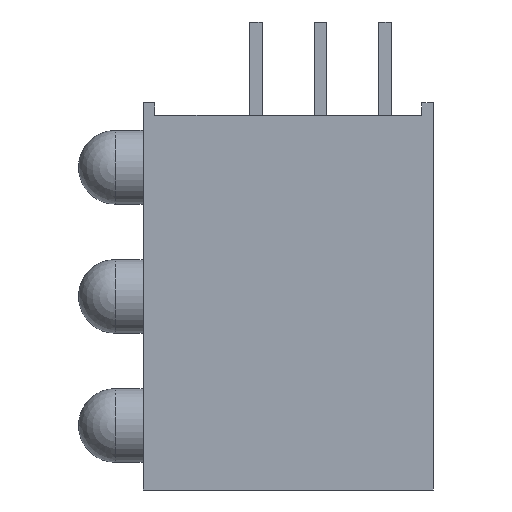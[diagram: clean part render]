
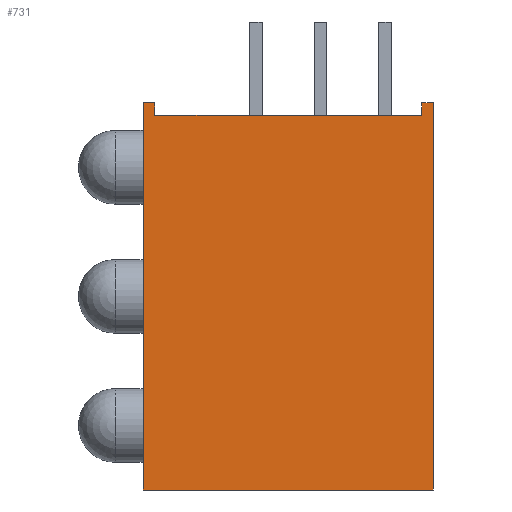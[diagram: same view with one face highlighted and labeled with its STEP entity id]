
A CAD part, left-side view. The second image highlights one B-rep face of the part: STEP entity #731.
In plain terms, the highlighted planar face has unit normal (-1, 0, 0).
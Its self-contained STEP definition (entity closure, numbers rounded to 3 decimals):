
#56 = EDGE_CURVE ( 'NONE', #1787, #2772, #333, .T. ) ;
#267 = VERTEX_POINT ( 'NONE', #2523 ) ;
#290 = LINE ( 'NONE', #1672, #1558 ) ;
#333 = LINE ( 'NONE', #1715, #1503 ) ;
#337 = PLANE ( 'NONE',  #377 ) ;
#354 = DIRECTION ( 'NONE',  ( 1., 0., 0. ) ) ;
#377 = AXIS2_PLACEMENT_3D ( 'NONE', #385, #354, #2168 ) ;
#385 = CARTESIAN_POINT ( 'NONE',  ( -2.16, 5.715, 15.24 ) ) ;
#426 = DIRECTION ( 'NONE',  ( 0., -1., 0. ) ) ;
#618 = VECTOR ( 'NONE', #426, 1000. ) ;
#622 = ORIENTED_EDGE ( 'NONE', *, *, #1741, .F. ) ;
#644 = CARTESIAN_POINT ( 'NONE',  ( -2.16, 5.715, 15.24 ) ) ;
#672 = CARTESIAN_POINT ( 'NONE',  ( -2.16, 5.25, 15.24 ) ) ;
#720 = ORIENTED_EDGE ( 'NONE', *, *, #56, .T. ) ;
#731 = ADVANCED_FACE ( 'NONE', ( #1917 ), #337, .F. ) ;
#775 = DIRECTION ( 'NONE',  ( 0., -1., 0. ) ) ;
#855 = CARTESIAN_POINT ( 'NONE',  ( -2.16, 5.715, 0. ) ) ;
#877 = EDGE_CURVE ( 'NONE', #267, #2694, #290, .T. ) ;
#973 = ORIENTED_EDGE ( 'NONE', *, *, #1812, .F. ) ;
#1083 = ORIENTED_EDGE ( 'NONE', *, *, #1722, .T. ) ;
#1086 = EDGE_CURVE ( 'NONE', #1366, #1787, #2130, .T. ) ;
#1097 = LINE ( 'NONE', #1989, #1436 ) ;
#1150 = CARTESIAN_POINT ( 'NONE',  ( -2.16, -5.715, 15.24 ) ) ;
#1152 = VECTOR ( 'NONE', #1380, 1000. ) ;
#1176 = DIRECTION ( 'NONE',  ( 0., 0., -1. ) ) ;
#1212 = EDGE_CURVE ( 'NONE', #2529, #2772, #2108, .T. ) ;
#1365 = CARTESIAN_POINT ( 'NONE',  ( -2.16, 5.715, 15.24 ) ) ;
#1366 = VERTEX_POINT ( 'NONE', #1365 ) ;
#1371 = DIRECTION ( 'NONE',  ( 0., -1., 0. ) ) ;
#1374 = VECTOR ( 'NONE', #1176, 1000. ) ;
#1380 = DIRECTION ( 'NONE',  ( 0., 0., 1. ) ) ;
#1416 = DIRECTION ( 'NONE',  ( 0., 0., -1. ) ) ;
#1431 = VERTEX_POINT ( 'NONE', #672 ) ;
#1436 = VECTOR ( 'NONE', #1371, 1000. ) ;
#1446 = CARTESIAN_POINT ( 'NONE',  ( -2.16, -5.715, 15.24 ) ) ;
#1478 = DIRECTION ( 'NONE',  ( 0., 0., -1. ) ) ;
#1503 = VECTOR ( 'NONE', #775, 1000. ) ;
#1552 = ORIENTED_EDGE ( 'NONE', *, *, #1212, .F. ) ;
#1558 = VECTOR ( 'NONE', #1416, 1000. ) ;
#1577 = VECTOR ( 'NONE', #1593, 1000. ) ;
#1583 = ORIENTED_EDGE ( 'NONE', *, *, #2404, .T. ) ;
#1593 = DIRECTION ( 'NONE',  ( 0., 1., 0. ) ) ;
#1672 = CARTESIAN_POINT ( 'NONE',  ( -2.16, -5.25, 15.74 ) ) ;
#1681 = CARTESIAN_POINT ( 'NONE',  ( -2.16, 5.715, 15.24 ) ) ;
#1715 = CARTESIAN_POINT ( 'NONE',  ( -2.16, 5.715, 0. ) ) ;
#1722 = EDGE_CURVE ( 'NONE', #2694, #2389, #2021, .T. ) ;
#1741 = EDGE_CURVE ( 'NONE', #267, #2529, #1097, .T. ) ;
#1787 = VERTEX_POINT ( 'NONE', #855 ) ;
#1803 = ORIENTED_EDGE ( 'NONE', *, *, #877, .T. ) ;
#1812 = EDGE_CURVE ( 'NONE', #1366, #1431, #2447, .T. ) ;
#1896 = ORIENTED_EDGE ( 'NONE', *, *, #1086, .T. ) ;
#1917 = FACE_OUTER_BOUND ( 'NONE', #2454, .T. ) ;
#1989 = CARTESIAN_POINT ( 'NONE',  ( -2.16, 5.715, 15.24 ) ) ;
#2021 = LINE ( 'NONE', #2226, #1577 ) ;
#2075 = VECTOR ( 'NONE', #1478, 1000. ) ;
#2108 = LINE ( 'NONE', #1446, #1374 ) ;
#2130 = LINE ( 'NONE', #1681, #2075 ) ;
#2168 = DIRECTION ( 'NONE',  ( 0., 1., 0. ) ) ;
#2226 = CARTESIAN_POINT ( 'NONE',  ( -2.16, 5.25, 14.74 ) ) ;
#2264 = LINE ( 'NONE', #2954, #1152 ) ;
#2389 = VERTEX_POINT ( 'NONE', #2540 ) ;
#2404 = EDGE_CURVE ( 'NONE', #2389, #1431, #2264, .T. ) ;
#2420 = CARTESIAN_POINT ( 'NONE',  ( -2.16, -5.25, 14.74 ) ) ;
#2447 = LINE ( 'NONE', #644, #618 ) ;
#2454 = EDGE_LOOP ( 'NONE', ( #622, #1803, #1083, #1583, #973, #1896, #720, #1552 ) ) ;
#2523 = CARTESIAN_POINT ( 'NONE',  ( -2.16, -5.25, 15.24 ) ) ;
#2529 = VERTEX_POINT ( 'NONE', #1150 ) ;
#2540 = CARTESIAN_POINT ( 'NONE',  ( -2.16, 5.25, 14.74 ) ) ;
#2694 = VERTEX_POINT ( 'NONE', #2420 ) ;
#2772 = VERTEX_POINT ( 'NONE', #2793 ) ;
#2793 = CARTESIAN_POINT ( 'NONE',  ( -2.16, -5.715, 0. ) ) ;
#2954 = CARTESIAN_POINT ( 'NONE',  ( -2.16, 5.25, 15.74 ) ) ;
